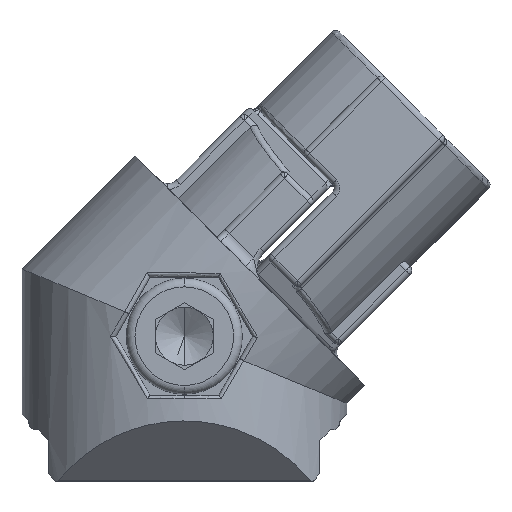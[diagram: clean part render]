
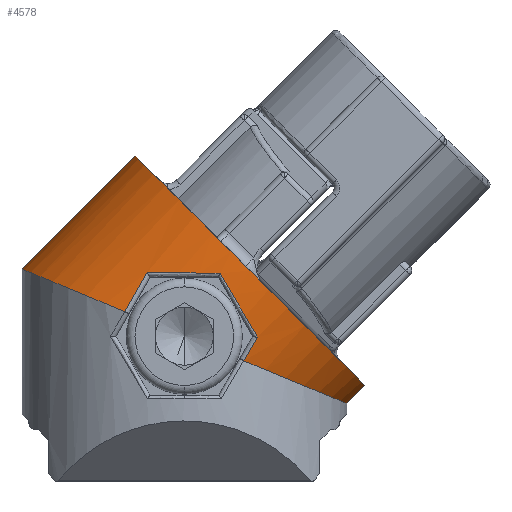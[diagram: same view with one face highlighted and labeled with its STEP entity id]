
A CAD part, left-side view. The second image highlights one B-rep face of the part: STEP entity #4578.
In plain terms, the highlighted cylindrical face has radius 14 mm (diameter 28 mm), a partial arc.
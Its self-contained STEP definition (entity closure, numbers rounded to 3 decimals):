
#214 = CIRCLE ( 'NONE', #4195, 14. ) ;
#783 = B_SPLINE_CURVE_WITH_KNOTS ( 'NONE', 3,
 ( #12039, #12043, #12044, #12045, #12046, #12047 ),
 .UNSPECIFIED., .F., .F.,
 ( 4, 2, 4 ),
 ( 0., 0., 0.001 ),
 .UNSPECIFIED. ) ;
#787 =( BOUNDED_CURVE ( )  B_SPLINE_CURVE ( 3, ( #12031, #12032, #12033, #12034 ),
 .UNSPECIFIED., .F., .T. ) 
 B_SPLINE_CURVE_WITH_KNOTS ( ( 4, 4 ),
 ( 5.088, 6.24 ),
 .UNSPECIFIED. ) 
 CURVE ( )  GEOMETRIC_REPRESENTATION_ITEM ( )  RATIONAL_B_SPLINE_CURVE ( ( 1., 0.892, 0.892, 1. ) ) 
 REPRESENTATION_ITEM ( '' )  );
#789 =( BOUNDED_CURVE ( )  B_SPLINE_CURVE ( 3, ( #12035, #12036, #12037, #12038 ),
 .UNSPECIFIED., .F., .T. ) 
 B_SPLINE_CURVE_WITH_KNOTS ( ( 4, 4 ),
 ( 3.184, 4.337 ),
 .UNSPECIFIED. ) 
 CURVE ( )  GEOMETRIC_REPRESENTATION_ITEM ( )  RATIONAL_B_SPLINE_CURVE ( ( 1., 0.892, 0.892, 1. ) ) 
 REPRESENTATION_ITEM ( '' )  );
#1051 = EDGE_LOOP ( 'NONE', ( #3437, #3439, #3438, #3440, #3442, #3441, #3443, #3444, #3445, #3446, #3447 ) ) ;
#2524 = B_SPLINE_CURVE_WITH_KNOTS ( 'NONE', 3,
 ( #3007, #3014, #3015, #3016, #3017, #3018 ),
 .UNSPECIFIED., .F., .F.,
 ( 4, 2, 4 ),
 ( 0., 0., 0.001 ),
 .UNSPECIFIED. ) ;
#2541 =( BOUNDED_CURVE ( )  B_SPLINE_CURVE ( 3, ( #3122, #3123, #3124, #3125 ),
 .UNSPECIFIED., .F., .F. ) 
 B_SPLINE_CURVE_WITH_KNOTS ( ( 4, 4 ),
 ( 5.088, 5.168 ),
 .UNSPECIFIED. ) 
 CURVE ( )  GEOMETRIC_REPRESENTATION_ITEM ( )  RATIONAL_B_SPLINE_CURVE ( ( 1., 0.999, 0.999, 1. ) ) 
 REPRESENTATION_ITEM ( '' )  );
#2547 =( BOUNDED_CURVE ( )  B_SPLINE_CURVE ( 3, ( #4721, #4722, #4723, #4724 ),
 .UNSPECIFIED., .F., .F. ) 
 B_SPLINE_CURVE_WITH_KNOTS ( ( 4, 4 ),
 ( 4.257, 4.594 ),
 .UNSPECIFIED. ) 
 CURVE ( )  GEOMETRIC_REPRESENTATION_ITEM ( )  RATIONAL_B_SPLINE_CURVE ( ( 1., 0.991, 0.991, 1. ) ) 
 REPRESENTATION_ITEM ( '' )  );
#2548 =( BOUNDED_CURVE ( )  B_SPLINE_CURVE ( 3, ( #4735, #4736, #4737, #4738 ),
 .UNSPECIFIED., .F., .F. ) 
 B_SPLINE_CURVE_WITH_KNOTS ( ( 4, 4 ),
 ( 1.453, 1.898 ),
 .UNSPECIFIED. ) 
 CURVE ( )  GEOMETRIC_REPRESENTATION_ITEM ( )  RATIONAL_B_SPLINE_CURVE ( ( 1., 0.984, 0.984, 1. ) ) 
 REPRESENTATION_ITEM ( '' )  );
#2552 =( BOUNDED_CURVE ( )  B_SPLINE_CURVE ( 3, ( #4750, #4751, #4752, #4753 ),
 .UNSPECIFIED., .F., .F. ) 
 B_SPLINE_CURVE_WITH_KNOTS ( ( 4, 4 ),
 ( 1.898, 1.946 ),
 .UNSPECIFIED. ) 
 CURVE ( )  GEOMETRIC_REPRESENTATION_ITEM ( )  RATIONAL_B_SPLINE_CURVE ( ( 1., 1., 1., 1. ) ) 
 REPRESENTATION_ITEM ( '' )  );
#3007 = CARTESIAN_POINT ( 'NONE',  ( 1.064, -11.145, -11.465 ) ) ;
#3014 = CARTESIAN_POINT ( 'NONE',  ( 1.064, -11.238, -11.371 ) ) ;
#3015 = CARTESIAN_POINT ( 'NONE',  ( 1.01, -11.328, -11.278 ) ) ;
#3016 = CARTESIAN_POINT ( 'NONE',  ( 0.825, -11.451, -11.141 ) ) ;
#3017 = CARTESIAN_POINT ( 'NONE',  ( 0.696, -11.484, -11.097 ) ) ;
#3018 = CARTESIAN_POINT ( 'NONE',  ( 0.564, -11.477, -11.09 ) ) ;
#3122 = CARTESIAN_POINT ( 'NONE',  ( -11.362, 9.18, -4.752 ) ) ;
#3123 = CARTESIAN_POINT ( 'NONE',  ( -11.225, 8.529, -3.61 ) ) ;
#3124 = CARTESIAN_POINT ( 'NONE',  ( -11.075, 7.889, -2.487 ) ) ;
#3125 = CARTESIAN_POINT ( 'NONE',  ( -10.911, 7.26, -1.384 ) ) ;
#3437 = ORIENTED_EDGE ( 'NONE', *, *, #3678, .T. ) ;
#3438 = ORIENTED_EDGE ( 'NONE', *, *, #3679, .F. ) ;
#3439 = ORIENTED_EDGE ( 'NONE', *, *, #3677, .T. ) ;
#3440 = ORIENTED_EDGE ( 'NONE', *, *, #3675, .T. ) ;
#3441 = ORIENTED_EDGE ( 'NONE', *, *, #9334, .T. ) ;
#3442 = ORIENTED_EDGE ( 'NONE', *, *, #9326, .T. ) ;
#3443 = ORIENTED_EDGE ( 'NONE', *, *, #9337, .T. ) ;
#3444 = ORIENTED_EDGE ( 'NONE', *, *, #9341, .T. ) ;
#3445 = ORIENTED_EDGE ( 'NONE', *, *, #3674, .T. ) ;
#3446 = ORIENTED_EDGE ( 'NONE', *, *, #3680, .F. ) ;
#3447 = ORIENTED_EDGE ( 'NONE', *, *, #9299, .T. ) ;
#3674 = EDGE_CURVE ( 'NONE', #12342, #12379, #787, .T. ) ;
#3675 = EDGE_CURVE ( 'NONE', #12380, #12333, #789, .T. ) ;
#3677 = EDGE_CURVE ( 'NONE', #12381, #12382, #783, .T. ) ;
#3678 = EDGE_CURVE ( 'NONE', #7927, #12381, #214, .T. ) ;
#3679 = EDGE_CURVE ( 'NONE', #12380, #12382, #12052, .T. ) ;
#3680 = EDGE_CURVE ( 'NONE', #7926, #12379, #12055, .T. ) ;
#4195 = AXIS2_PLACEMENT_3D ( 'NONE', #12048, #12049, #12050 ) ;
#4199 = VECTOR ( 'NONE', #12054, 1000. ) ;
#4200 = VECTOR ( 'NONE', #12057, 1000. ) ;
#4578 = ADVANCED_FACE ( 'NONE', ( #8981 ), #8966, .T. ) ;
#4721 = CARTESIAN_POINT ( 'NONE',  ( -10.911, 7.26, -1.384 ) ) ;
#4722 = CARTESIAN_POINT ( 'NONE',  ( -11.606, 5.274, -1.406 ) ) ;
#4723 = CARTESIAN_POINT ( 'NONE',  ( -12.052, 3.152, -1.429 ) ) ;
#4724 = CARTESIAN_POINT ( 'NONE',  ( -12.239, 0.956, -1.453 ) ) ;
#4735 = CARTESIAN_POINT ( 'NONE',  ( -12.239, 0.956, -1.453 ) ) ;
#4736 = CARTESIAN_POINT ( 'NONE',  ( -12.486, -0.13, -3.312 ) ) ;
#4737 = CARTESIAN_POINT ( 'NONE',  ( -12.266, -1.219, -5.173 ) ) ;
#4738 = CARTESIAN_POINT ( 'NONE',  ( -11.591, -2.255, -6.946 ) ) ;
#4750 = CARTESIAN_POINT ( 'NONE',  ( -11.591, -2.255, -6.946 ) ) ;
#4751 = CARTESIAN_POINT ( 'NONE',  ( -11.52, -1.86, -7.638 ) ) ;
#4752 = CARTESIAN_POINT ( 'NONE',  ( -11.443, -1.469, -8.323 ) ) ;
#4753 = CARTESIAN_POINT ( 'NONE',  ( -11.362, -1.082, -9.003 ) ) ;
#5945 = CARTESIAN_POINT ( 'NONE',  ( -11.362, 9.18, -4.752 ) ) ;
#5946 = CARTESIAN_POINT ( 'NONE',  ( -10.911, 7.26, -1.384 ) ) ;
#5951 = CARTESIAN_POINT ( 'NONE',  ( -12.239, 0.956, -1.453 ) ) ;
#5953 = CARTESIAN_POINT ( 'NONE',  ( -11.591, -2.255, -6.946 ) ) ;
#5954 = CARTESIAN_POINT ( 'NONE',  ( -11.362, -1.082, -9.003 ) ) ;
#5991 = CARTESIAN_POINT ( 'NONE',  ( 1.064, -9.938, -12.671 ) ) ;
#5992 = CARTESIAN_POINT ( 'NONE',  ( 1.064, 18.036, -1.084 ) ) ;
#5993 = CARTESIAN_POINT ( 'NONE',  ( 0.564, 8.261, 8.648 ) ) ;
#5994 = CARTESIAN_POINT ( 'NONE',  ( 1.064, 8.636, 8.316 ) ) ;
#7179 = CARTESIAN_POINT ( 'NONE',  ( 1.064, -11.145, -11.465 ) ) ;
#7180 = CARTESIAN_POINT ( 'NONE',  ( 0.564, -11.477, -11.09 ) ) ;
#7492 = CARTESIAN_POINT ( 'NONE',  ( 1.664, 4.049, -6.878 ) ) ;
#7499 = DIRECTION ( 'NONE',  ( 0., -0.707, 0.707 ) ) ;
#7500 = DIRECTION ( 'NONE',  ( 0., -0.707, -0.707 ) ) ;
#7926 = VERTEX_POINT ( 'NONE', #7179 ) ;
#7927 = VERTEX_POINT ( 'NONE', #7180 ) ;
#8966 = CYLINDRICAL_SURFACE ( 'NONE', #8990, 14. ) ;
#8981 = FACE_OUTER_BOUND ( 'NONE', #1051, .T. ) ;
#8990 = AXIS2_PLACEMENT_3D ( 'NONE', #7492, #7499, #7500 ) ;
#9299 = EDGE_CURVE ( 'NONE', #7926, #7927, #2524, .T. ) ;
#9326 = EDGE_CURVE ( 'NONE', #12333, #12334, #2541, .T. ) ;
#9334 = EDGE_CURVE ( 'NONE', #12334, #12339, #2547, .T. ) ;
#9337 = EDGE_CURVE ( 'NONE', #12339, #12341, #2548, .T. ) ;
#9341 = EDGE_CURVE ( 'NONE', #12341, #12342, #2552, .T. ) ;
#12031 = CARTESIAN_POINT ( 'NONE',  ( -11.362, -1.082, -9.003 ) ) ;
#12032 = CARTESIAN_POINT ( 'NONE',  ( -9.273, -6.386, -11.2 ) ) ;
#12033 = CARTESIAN_POINT ( 'NONE',  ( -4.631, -9.694, -12.57 ) ) ;
#12034 = CARTESIAN_POINT ( 'NONE',  ( 1.064, -9.938, -12.671 ) ) ;
#12035 = CARTESIAN_POINT ( 'NONE',  ( 1.064, 18.036, -1.084 ) ) ;
#12036 = CARTESIAN_POINT ( 'NONE',  ( -4.631, 17.792, -1.185 ) ) ;
#12037 = CARTESIAN_POINT ( 'NONE',  ( -9.273, 14.484, -2.556 ) ) ;
#12038 = CARTESIAN_POINT ( 'NONE',  ( -11.362, 9.18, -4.752 ) ) ;
#12039 = CARTESIAN_POINT ( 'NONE',  ( 0.564, 8.261, 8.648 ) ) ;
#12043 = CARTESIAN_POINT ( 'NONE',  ( 0.696, 8.268, 8.655 ) ) ;
#12044 = CARTESIAN_POINT ( 'NONE',  ( 0.825, 8.312, 8.623 ) ) ;
#12045 = CARTESIAN_POINT ( 'NONE',  ( 1.009, 8.449, 8.5 ) ) ;
#12046 = CARTESIAN_POINT ( 'NONE',  ( 1.064, 8.543, 8.41 ) ) ;
#12047 = CARTESIAN_POINT ( 'NONE',  ( 1.064, 8.636, 8.316 ) ) ;
#12048 = CARTESIAN_POINT ( 'NONE',  ( 1.664, -1.608, -1.221 ) ) ;
#12049 = DIRECTION ( 'NONE',  ( 0., 0.707, -0.707 ) ) ;
#12050 = DIRECTION ( 'NONE',  ( 0., -0.707, -0.707 ) ) ;
#12052 = LINE ( 'NONE', #12053, #4199 ) ;
#12053 = CARTESIAN_POINT ( 'NONE',  ( 1.064, 13.939, 3.013 ) ) ;
#12054 = DIRECTION ( 'NONE',  ( 0., -0.707, 0.707 ) ) ;
#12055 = LINE ( 'NONE', #12056, #4200 ) ;
#12056 = CARTESIAN_POINT ( 'NONE',  ( 1.064, -5.841, -16.768 ) ) ;
#12057 = DIRECTION ( 'NONE',  ( 0., 0.707, -0.707 ) ) ;
#12333 = VERTEX_POINT ( 'NONE', #5945 ) ;
#12334 = VERTEX_POINT ( 'NONE', #5946 ) ;
#12339 = VERTEX_POINT ( 'NONE', #5951 ) ;
#12341 = VERTEX_POINT ( 'NONE', #5953 ) ;
#12342 = VERTEX_POINT ( 'NONE', #5954 ) ;
#12379 = VERTEX_POINT ( 'NONE', #5991 ) ;
#12380 = VERTEX_POINT ( 'NONE', #5992 ) ;
#12381 = VERTEX_POINT ( 'NONE', #5993 ) ;
#12382 = VERTEX_POINT ( 'NONE', #5994 ) ;
